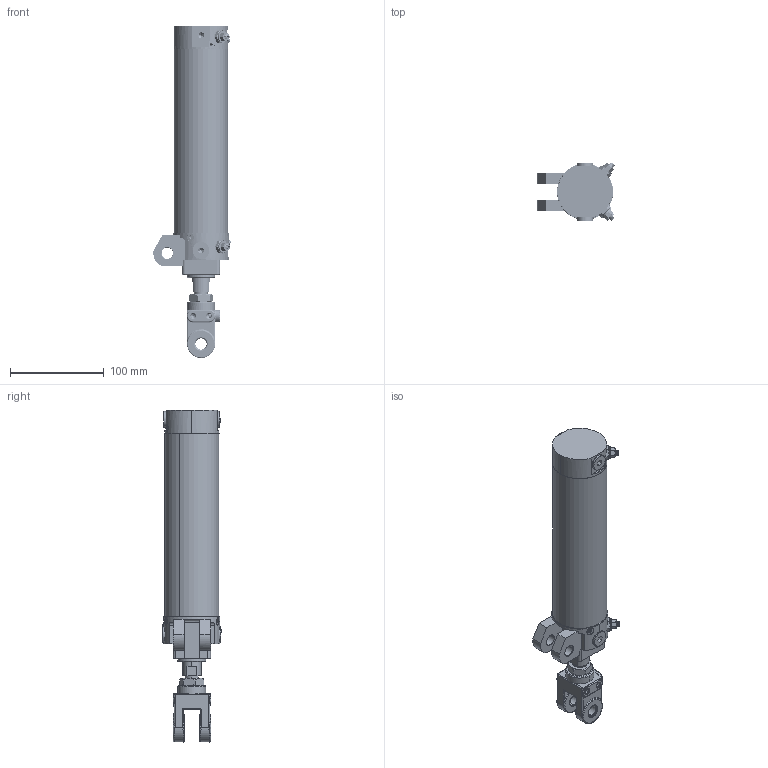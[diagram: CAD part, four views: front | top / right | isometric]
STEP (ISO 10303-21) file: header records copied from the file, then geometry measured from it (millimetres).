
FILE_DESCRIPTION (( 'STEP AP203' ), '1' );
FILE_NAME ('ctk50x150n_asm.STEP', '2013-07-09T01:13:53', ( '微软用户' ), ( '微软中国' ), 'SwSTEP 2.0', 'SolidWorks 2011', '' );
FILE_SCHEMA (( 'CONFIG_CONTROL_DESIGN' ));
Products named in the file (13): ctk50x150n_asm; PT1-4; AKS50YJIETOU; M16; CTK50QIANGAI; ctk50x150benti; 150xinhuosaigan; AKS50XINHUODSAI; CTKTSFASM0001_ASM; M6LUOMU; CTKTUOSUGANPRT0001; AKSTIAOSUFALUOGAN; AKS50HOUGAI
Assembly tree (20 placements, depth 3):
  ctk50x150n_asm
    PT1-4  x4
    AKS50HOUGAI
    CTKTSFASM0001_ASM  x4
      AKSTIAOSUFALUOGAN
      CTKTUOSUGANPRT0001
      M6LUOMU
    150xinhuosaigan
    CTK50QIANGAI
    ctk50x150benti
    AKS50YJIETOU
    AKS50XINHUODSAI
    M16
Bounding box: 82.68 x 63.1 x 355 mm (x, y, z)
Volume: 341625.1 mm3; surface area: 190918.1 mm2
Topology: 12 solids, 72 shells, 2026 faces, 6025 edges, 4146 vertices
Faces by surface type: cylinder 866, plane 441, cone 372, bspline 347
Entity records: 216441 total; most frequent: CARTESIAN_POINT 183005, ORIENTED_EDGE 8178, DIRECTION 4426, EDGE_CURVE 4133, VERTEX_POINT 2876, B_SPLINE_CURVE_WITH_KNOTS 2375, AXIS2_PLACEMENT_3D 1726, EDGE_LOOP 1465
